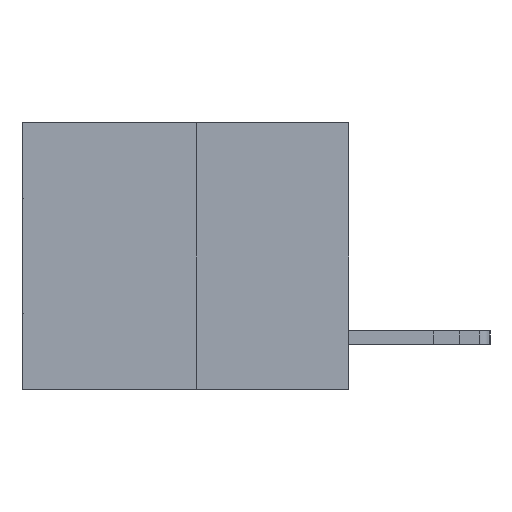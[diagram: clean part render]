
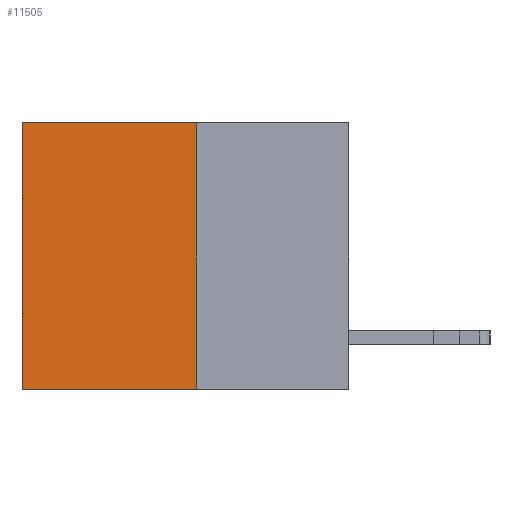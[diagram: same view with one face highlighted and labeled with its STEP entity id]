
A CAD part, left-side view. The second image highlights one B-rep face of the part: STEP entity #11505.
In plain terms, the highlighted planar face has unit normal (-1, 0, 0).
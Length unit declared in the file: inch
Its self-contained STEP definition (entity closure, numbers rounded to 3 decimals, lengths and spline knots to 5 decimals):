
#413 = ORIENTED_EDGE ( 'NONE', *, *, #16369, .T. ) ;
#456 = LINE ( 'NONE', #17281, #2981 ) ;
#781 = DIRECTION ( 'NONE',  ( 0., 0., -1. ) ) ;
#2596 = VERTEX_POINT ( 'NONE', #3914 ) ;
#2924 = EDGE_LOOP ( 'NONE', ( #27147, #20046, #8071, #413 ) ) ;
#2981 = VECTOR ( 'NONE', #10118, 39.37008 ) ;
#3407 = LINE ( 'NONE', #28504, #19422 ) ;
#3914 = CARTESIAN_POINT ( 'NONE',  ( 0.3165, 0.6, 0. ) ) ;
#4291 = VERTEX_POINT ( 'NONE', #26448 ) ;
#4702 = DIRECTION ( 'NONE',  ( 1., 0., 0. ) ) ;
#8071 = ORIENTED_EDGE ( 'NONE', *, *, #27494, .F. ) ;
#9178 = DIRECTION ( 'NONE',  ( 0., 0., -1. ) ) ;
#10118 = DIRECTION ( 'NONE',  ( 0., 1., 0. ) ) ;
#10507 = VECTOR ( 'NONE', #18536, 39.37008 ) ;
#11505 = ADVANCED_FACE ( 'NONE', ( #20872 ), #24913, .F. ) ;
#11882 = VECTOR ( 'NONE', #781, 39.37008 ) ;
#12678 = DIRECTION ( 'NONE',  ( 0., 0., -1. ) ) ;
#13315 = LINE ( 'NONE', #14804, #11882 ) ;
#13743 = VERTEX_POINT ( 'NONE', #18191 ) ;
#14425 = LINE ( 'NONE', #18829, #10507 ) ;
#14804 = CARTESIAN_POINT ( 'NONE',  ( 0.3165, 0.28, -0.49 ) ) ;
#16369 = EDGE_CURVE ( 'NONE', #13743, #2596, #14425, .T. ) ;
#17281 = CARTESIAN_POINT ( 'NONE',  ( 0.3165, 0.28, -0.49 ) ) ;
#18191 = CARTESIAN_POINT ( 'NONE',  ( 0.3165, 0.28, 0. ) ) ;
#18257 = CARTESIAN_POINT ( 'NONE',  ( 0.3165, 0.6, -0.49 ) ) ;
#18327 = CARTESIAN_POINT ( 'NONE',  ( 0.3165, 0.28, -0.49 ) ) ;
#18536 = DIRECTION ( 'NONE',  ( 0., 1., 0. ) ) ;
#18829 = CARTESIAN_POINT ( 'NONE',  ( 0.3165, 0.28, 0. ) ) ;
#19422 = VECTOR ( 'NONE', #12678, 39.37008 ) ;
#19721 = EDGE_CURVE ( 'NONE', #2596, #20916, #3407, .T. ) ;
#20046 = ORIENTED_EDGE ( 'NONE', *, *, #27694, .F. ) ;
#20872 = FACE_OUTER_BOUND ( 'NONE', #2924, .T. ) ;
#20916 = VERTEX_POINT ( 'NONE', #18257 ) ;
#24913 = PLANE ( 'NONE',  #25180 ) ;
#25180 = AXIS2_PLACEMENT_3D ( 'NONE', #18327, #4702, #9178 ) ;
#26448 = CARTESIAN_POINT ( 'NONE',  ( 0.3165, 0.28, -0.49 ) ) ;
#27147 = ORIENTED_EDGE ( 'NONE', *, *, #19721, .T. ) ;
#27494 = EDGE_CURVE ( 'NONE', #13743, #4291, #13315, .T. ) ;
#27694 = EDGE_CURVE ( 'NONE', #4291, #20916, #456, .T. ) ;
#28504 = CARTESIAN_POINT ( 'NONE',  ( 0.3165, 0.6, -0.49 ) ) ;
